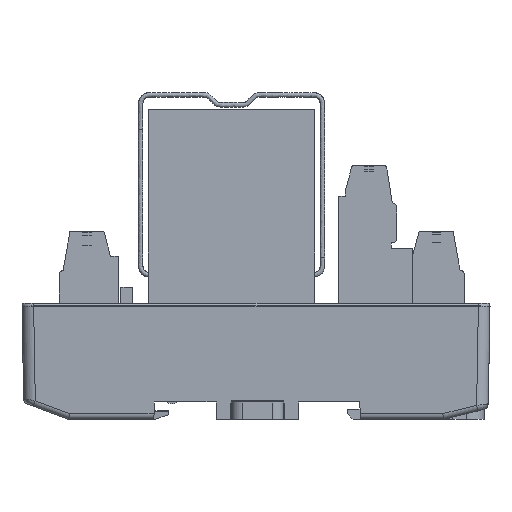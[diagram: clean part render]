
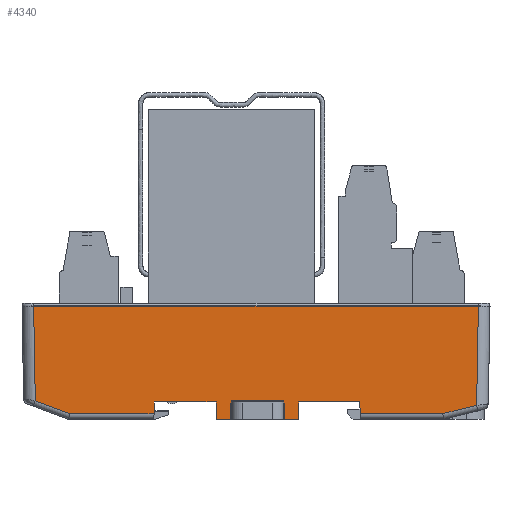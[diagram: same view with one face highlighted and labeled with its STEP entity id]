
A CAD part, front view. The second image highlights one B-rep face of the part: STEP entity #4340.
In plain terms, the highlighted planar face has unit normal (0, -1, -0.018).
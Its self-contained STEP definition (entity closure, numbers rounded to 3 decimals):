
#2175=FACE_OUTER_BOUND('',#10431,.T.);
#4340=ADVANCED_FACE('',(#2175),#6733,.T.);
#6733=PLANE('',#44890);
#10431=EDGE_LOOP('',(#13668,#13669,#13670,#13671,#13672,#13673,#13674,#13675,
#13676,#13677,#13678,#13679,#13680,#13681,#13682,#13683,#13684,#13685,#13686,
#13687));
#13668=ORIENTED_EDGE('',*,*,#29803,.T.);
#13669=ORIENTED_EDGE('',*,*,#29881,.F.);
#13670=ORIENTED_EDGE('',*,*,#29882,.T.);
#13671=ORIENTED_EDGE('',*,*,#29883,.T.);
#13672=ORIENTED_EDGE('',*,*,#29884,.T.);
#13673=ORIENTED_EDGE('',*,*,#29780,.F.);
#13674=ORIENTED_EDGE('',*,*,#29885,.F.);
#13675=ORIENTED_EDGE('',*,*,#29886,.F.);
#13676=ORIENTED_EDGE('',*,*,#29887,.F.);
#13677=ORIENTED_EDGE('',*,*,#29888,.T.);
#13678=ORIENTED_EDGE('',*,*,#29889,.T.);
#13679=ORIENTED_EDGE('',*,*,#29890,.F.);
#13680=ORIENTED_EDGE('',*,*,#29891,.T.);
#13681=ORIENTED_EDGE('',*,*,#29892,.T.);
#13682=ORIENTED_EDGE('',*,*,#29893,.F.);
#13683=ORIENTED_EDGE('',*,*,#29894,.T.);
#13684=ORIENTED_EDGE('',*,*,#29895,.F.);
#13685=ORIENTED_EDGE('',*,*,#29896,.F.);
#13686=ORIENTED_EDGE('',*,*,#29897,.T.);
#13687=ORIENTED_EDGE('',*,*,#29836,.T.);
#25683=VERTEX_POINT('',#59665);
#25684=VERTEX_POINT('',#59667);
#25702=VERTEX_POINT('',#59719);
#25704=VERTEX_POINT('',#59722);
#25724=VERTEX_POINT('',#59801);
#25753=VERTEX_POINT('',#59989);
#25754=VERTEX_POINT('',#59991);
#25755=VERTEX_POINT('',#59993);
#25756=VERTEX_POINT('',#59996);
#25757=VERTEX_POINT('',#59998);
#25758=VERTEX_POINT('',#60000);
#25759=VERTEX_POINT('',#60002);
#25760=VERTEX_POINT('',#60004);
#25761=VERTEX_POINT('',#60006);
#25762=VERTEX_POINT('',#60008);
#25763=VERTEX_POINT('',#60010);
#25764=VERTEX_POINT('',#60012);
#25765=VERTEX_POINT('',#60014);
#25766=VERTEX_POINT('',#60016);
#25767=VERTEX_POINT('',#60018);
#29780=EDGE_CURVE('',#25683,#25684,#35857,.T.);
#29803=EDGE_CURVE('',#25704,#25702,#35872,.T.);
#29836=EDGE_CURVE('',#25724,#25704,#35896,.T.);
#29881=EDGE_CURVE('',#25753,#25702,#35933,.T.);
#29882=EDGE_CURVE('',#25753,#25754,#35934,.T.);
#29883=EDGE_CURVE('',#25754,#25755,#35935,.T.);
#29884=EDGE_CURVE('',#25755,#25684,#35936,.T.);
#29885=EDGE_CURVE('',#25756,#25683,#35937,.T.);
#29886=EDGE_CURVE('',#25757,#25756,#35938,.T.);
#29887=EDGE_CURVE('',#25758,#25757,#35939,.T.);
#29888=EDGE_CURVE('',#25758,#25759,#35940,.T.);
#29889=EDGE_CURVE('',#25759,#25760,#35941,.T.);
#29890=EDGE_CURVE('',#25761,#25760,#35942,.T.);
#29891=EDGE_CURVE('',#25761,#25762,#35943,.T.);
#29892=EDGE_CURVE('',#25762,#25763,#35944,.T.);
#29893=EDGE_CURVE('',#25764,#25763,#35945,.T.);
#29894=EDGE_CURVE('',#25764,#25765,#35946,.T.);
#29895=EDGE_CURVE('',#25766,#25765,#35947,.T.);
#29896=EDGE_CURVE('',#25767,#25766,#35948,.T.);
#29897=EDGE_CURVE('',#25767,#25724,#35949,.T.);
#35857=LINE('',#59666,#40483);
#35872=LINE('',#59721,#40498);
#35896=LINE('',#59800,#40522);
#35933=LINE('',#59988,#40559);
#35934=LINE('',#59990,#40560);
#35935=LINE('',#59992,#40561);
#35936=LINE('',#59994,#40562);
#35937=LINE('',#59995,#40563);
#35938=LINE('',#59997,#40564);
#35939=LINE('',#59999,#40565);
#35940=LINE('',#60001,#40566);
#35941=LINE('',#60003,#40567);
#35942=LINE('',#60005,#40568);
#35943=LINE('',#60007,#40569);
#35944=LINE('',#60009,#40570);
#35945=LINE('',#60011,#40571);
#35946=LINE('',#60013,#40572);
#35947=LINE('',#60015,#40573);
#35948=LINE('',#60017,#40574);
#35949=LINE('',#60019,#40575);
#40483=VECTOR('',#48345,1.);
#40498=VECTOR('',#48388,1.);
#40522=VECTOR('',#48446,1.);
#40559=VECTOR('',#48511,1.);
#40560=VECTOR('',#48512,1.);
#40561=VECTOR('',#48513,1.);
#40562=VECTOR('',#48514,1.);
#40563=VECTOR('',#48515,1.);
#40564=VECTOR('',#48516,1.);
#40565=VECTOR('',#48517,1.);
#40566=VECTOR('',#48518,1.);
#40567=VECTOR('',#48519,1.);
#40568=VECTOR('',#48520,1.);
#40569=VECTOR('',#48521,1.);
#40570=VECTOR('',#48522,1.);
#40571=VECTOR('',#48523,1.);
#40572=VECTOR('',#48524,1.);
#40573=VECTOR('',#48525,1.);
#40574=VECTOR('',#48526,1.);
#40575=VECTOR('',#48527,1.);
#44890=AXIS2_PLACEMENT_3D('',#60020,#48528,#48529);
#48345=DIRECTION('',(-0.017,0.017,-1.));
#48388=DIRECTION('',(0.017,-0.017,1.));
#48446=DIRECTION('',(0.97,-0.004,0.243));
#48511=DIRECTION('',(1.,0.,0.));
#48512=DIRECTION('',(0.017,0.017,-1.));
#48513=DIRECTION('',(0.936,0.006,-0.351));
#48514=DIRECTION('',(1.,0.,0.));
#48515=DIRECTION('',(-1.,0.,0.));
#48516=DIRECTION('',(-0.035,-0.017,0.999));
#48517=DIRECTION('',(-1.,0.,0.));
#48518=DIRECTION('',(0.035,-0.017,0.999));
#48519=DIRECTION('',(0.,-0.017,1.));
#48520=DIRECTION('',(-1.,0.,0.));
#48521=DIRECTION('',(0.,0.017,-1.));
#48522=DIRECTION('',(0.035,0.017,-0.999));
#48523=DIRECTION('',(-1.,0.,0.));
#48524=DIRECTION('',(0.035,-0.017,0.999));
#48525=DIRECTION('',(-1.,0.,0.));
#48526=DIRECTION('',(-0.017,-0.017,1.));
#48527=DIRECTION('',(1.,0.,0.));
#48528=DIRECTION('',(0.,-1.,-0.017));
#48529=DIRECTION('',(0.,0.017,-1.));
#59665=CARTESIAN_POINT('',(-17.483,280.935,-6.544));
#59666=CARTESIAN_POINT('',(-17.181,280.633,10.758));
#59667=CARTESIAN_POINT('',(-17.518,280.97,-8.562));
#59719=CARTESIAN_POINT('',(38.2,280.647,9.943));
#59721=CARTESIAN_POINT('',(38.21,280.637,10.491));
#59722=CARTESIAN_POINT('',(37.903,280.944,-7.107));
#59800=CARTESIAN_POINT('',(6.365,281.082,-14.992));
#59801=CARTESIAN_POINT('',(32.086,280.97,-8.562));
#59988=CARTESIAN_POINT('',(0.,280.647,9.943));
#59989=CARTESIAN_POINT('',(-38.2,280.647,9.943));
#59990=CARTESIAN_POINT('',(-38.198,280.649,9.792));
#59991=CARTESIAN_POINT('',(-37.916,280.931,-6.354));
#59992=CARTESIAN_POINT('',(-10.205,281.113,-16.745));
#59993=CARTESIAN_POINT('',(-32.028,280.97,-8.562));
#59994=CARTESIAN_POINT('',(0.,280.97,-8.562));
#59995=CARTESIAN_POINT('',(0.,280.935,-6.544));
#59996=CARTESIAN_POINT('',(-6.847,280.935,-6.544));
#59997=CARTESIAN_POINT('',(-7.431,280.642,10.199));
#59998=CARTESIAN_POINT('',(-6.742,280.987,-9.544));
#59999=CARTESIAN_POINT('',(0.258,280.987,-9.544));
#60000=CARTESIAN_POINT('',(-4.397,280.987,-9.544));
#60001=CARTESIAN_POINT('',(-3.694,280.635,10.587));
#60002=CARTESIAN_POINT('',(-4.292,280.935,-6.544));
#60003=CARTESIAN_POINT('',(-4.292,280.638,10.458));
#60004=CARTESIAN_POINT('',(-4.292,280.93,-6.26));
#60005=CARTESIAN_POINT('',(-209.187,280.93,-6.26));
#60006=CARTESIAN_POINT('',(4.808,280.93,-6.26));
#60007=CARTESIAN_POINT('',(4.808,280.638,10.458));
#60008=CARTESIAN_POINT('',(4.808,280.935,-6.544));
#60009=CARTESIAN_POINT('',(4.209,280.635,10.605));
#60010=CARTESIAN_POINT('',(4.913,280.987,-9.544));
#60011=CARTESIAN_POINT('',(0.258,280.987,-9.544));
#60012=CARTESIAN_POINT('',(7.258,280.987,-9.544));
#60013=CARTESIAN_POINT('',(7.252,280.99,-9.719));
#60014=CARTESIAN_POINT('',(7.363,280.935,-6.544));
#60015=CARTESIAN_POINT('',(0.,280.935,-6.544));
#60016=CARTESIAN_POINT('',(17.849,280.935,-6.544));
#60017=CARTESIAN_POINT('',(17.86,280.945,-7.173));
#60018=CARTESIAN_POINT('',(17.884,280.97,-8.562));
#60019=CARTESIAN_POINT('',(0.,280.97,-8.562));
#60020=CARTESIAN_POINT('',(0.,280.638,10.458));
